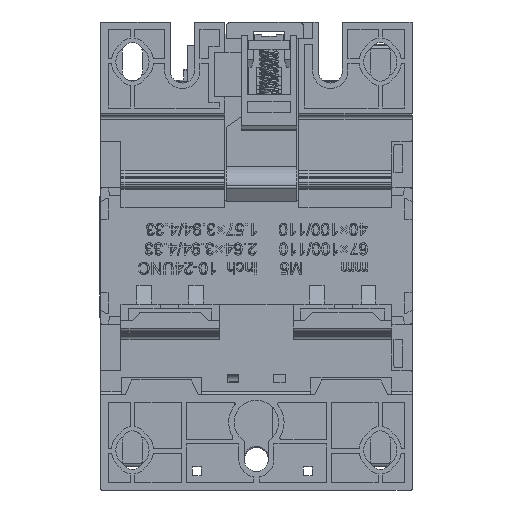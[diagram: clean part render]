
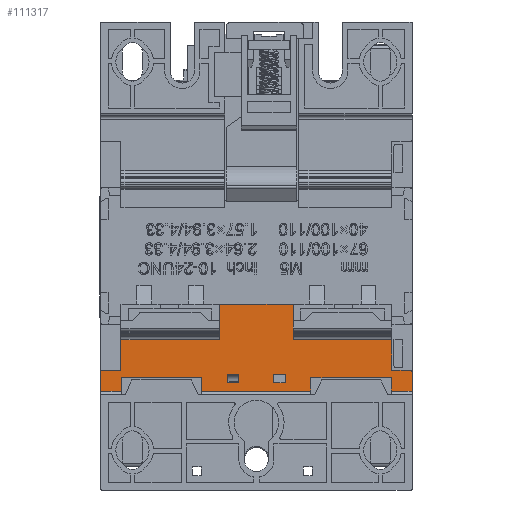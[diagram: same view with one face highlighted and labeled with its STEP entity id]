
A CAD part, front view. The second image highlights one B-rep face of the part: STEP entity #111317.
In plain terms, the highlighted planar face has unit normal (0, -1, 0).
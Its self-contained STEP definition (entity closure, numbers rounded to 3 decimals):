
#3033=DIRECTION('',(0.,0.,1.));
#3034=VECTOR('',#3033,5.1);
#3035=CARTESIAN_POINT('',(-42.1,-41.,-36.5));
#3036=LINE('',#3035,#3034);
#8677=DIRECTION('',(0.,0.,1.));
#8678=VECTOR('',#8677,5.1);
#8679=CARTESIAN_POINT('',(42.1,-41.,-36.5));
#8680=LINE('',#8679,#8678);
#15819=DIRECTION('',(-1.,0.,0.));
#15820=VECTOR('',#15819,5.6);
#15821=CARTESIAN_POINT('',(42.1,-41.,-36.5));
#15822=LINE('',#15821,#15820);
#15823=DIRECTION('',(0.,0.,1.));
#15824=VECTOR('',#15823,3.6);
#15825=CARTESIAN_POINT('',(36.5,-41.,-36.5));
#15826=LINE('',#15825,#15824);
#15827=DIRECTION('',(-1.,0.,0.));
#15828=VECTOR('',#15827,21.75);
#15829=CARTESIAN_POINT('',(36.5,-41.,-32.9));
#15830=LINE('',#15829,#15828);
#15831=DIRECTION('',(0.,0.,1.));
#15832=VECTOR('',#15831,3.6);
#15833=CARTESIAN_POINT('',(14.75,-41.,-36.5));
#15834=LINE('',#15833,#15832);
#15835=DIRECTION('',(-1.,0.,0.));
#15836=VECTOR('',#15835,29.5);
#15837=CARTESIAN_POINT('',(14.75,-41.,-36.5));
#15838=LINE('',#15837,#15836);
#15839=DIRECTION('',(0.,0.,1.));
#15840=VECTOR('',#15839,3.6);
#15841=CARTESIAN_POINT('',(-14.75,-41.,-36.5));
#15842=LINE('',#15841,#15840);
#15843=DIRECTION('',(-1.,0.,0.));
#15844=VECTOR('',#15843,21.75);
#15845=CARTESIAN_POINT('',(-14.75,-41.,-32.9));
#15846=LINE('',#15845,#15844);
#15847=DIRECTION('',(0.,0.,1.));
#15848=VECTOR('',#15847,3.6);
#15849=CARTESIAN_POINT('',(-36.5,-41.,-36.5));
#15850=LINE('',#15849,#15848);
#15851=DIRECTION('',(-1.,0.,0.));
#15852=VECTOR('',#15851,5.6);
#15853=CARTESIAN_POINT('',(-36.5,-41.,-36.5));
#15854=LINE('',#15853,#15852);
#15855=CARTESIAN_POINT('',(-41.6,-41.,-31.4));
#15856=DIRECTION('',(0.,-1.,0.));
#15857=DIRECTION('',(0.,0.,1.));
#15858=AXIS2_PLACEMENT_3D('',#15855,#15856,#15857);
#15860=DIRECTION('',(1.,0.,0.));
#15861=VECTOR('',#15860,26.6);
#15862=CARTESIAN_POINT('',(-36.6,-41.,-22.628));
#15863=LINE('',#15862,#15861);
#15864=DIRECTION('',(1.,0.,0.));
#15865=VECTOR('',#15864,26.6);
#15866=CARTESIAN_POINT('',(10.,-41.,-22.628));
#15867=LINE('',#15866,#15865);
#15868=CARTESIAN_POINT('',(41.6,-41.,-31.4));
#15869=DIRECTION('',(0.,-1.,0.));
#15870=DIRECTION('',(1.,0.,0.));
#15871=AXIS2_PLACEMENT_3D('',#15868,#15869,#15870);
#15873=DIRECTION('',(0.,0.,1.));
#15874=VECTOR('',#15873,2.3);
#15875=CARTESIAN_POINT('',(7.75,-41.,-34.3));
#15876=LINE('',#15875,#15874);
#15877=DIRECTION('',(-1.,0.,0.));
#15878=VECTOR('',#15877,3.);
#15879=CARTESIAN_POINT('',(7.75,-41.,-32.));
#15880=LINE('',#15879,#15878);
#15881=DIRECTION('',(0.,0.,-1.));
#15882=VECTOR('',#15881,2.3);
#15883=CARTESIAN_POINT('',(4.75,-41.,-32.));
#15884=LINE('',#15883,#15882);
#15885=DIRECTION('',(1.,0.,0.));
#15886=VECTOR('',#15885,3.);
#15887=CARTESIAN_POINT('',(4.75,-41.,-34.3));
#15888=LINE('',#15887,#15886);
#15889=DIRECTION('',(0.,0.,1.));
#15890=VECTOR('',#15889,2.3);
#15891=CARTESIAN_POINT('',(-4.75,-41.,-34.3));
#15892=LINE('',#15891,#15890);
#15893=DIRECTION('',(-1.,0.,0.));
#15894=VECTOR('',#15893,3.);
#15895=CARTESIAN_POINT('',(-4.75,-41.,-32.));
#15896=LINE('',#15895,#15894);
#15897=DIRECTION('',(0.,0.,-1.));
#15898=VECTOR('',#15897,2.3);
#15899=CARTESIAN_POINT('',(-7.75,-41.,-32.));
#15900=LINE('',#15899,#15898);
#15901=DIRECTION('',(1.,0.,0.));
#15902=VECTOR('',#15901,3.);
#15903=CARTESIAN_POINT('',(-7.75,-41.,-34.3));
#15904=LINE('',#15903,#15902);
#16252=DIRECTION('',(0.,0.,-1.));
#16253=VECTOR('',#16252,8.272);
#16254=CARTESIAN_POINT('',(-36.6,-41.,-22.628));
#16255=LINE('',#16254,#16253);
#42950=DIRECTION('',(-1.,0.,0.));
#42951=VECTOR('',#42950,5.);
#42952=CARTESIAN_POINT('',(41.6,-41.,-30.9));
#42953=LINE('',#42952,#42951);
#42967=DIRECTION('',(0.,0.,1.));
#42968=VECTOR('',#42967,8.272);
#42969=CARTESIAN_POINT('',(36.6,-41.,-30.9));
#42970=LINE('',#42969,#42968);
#43022=DIRECTION('',(0.,0.,1.));
#43023=VECTOR('',#43022,9.628);
#43024=CARTESIAN_POINT('',(10.,-41.,-22.628));
#43025=LINE('',#43024,#43023);
#43193=DIRECTION('',(-1.,0.,0.));
#43194=VECTOR('',#43193,20.);
#43195=CARTESIAN_POINT('',(10.,-41.,-13.));
#43196=LINE('',#43195,#43194);
#43218=DIRECTION('',(0.,0.,-1.));
#43219=VECTOR('',#43218,9.628);
#43220=CARTESIAN_POINT('',(-10.,-41.,-13.));
#43221=LINE('',#43220,#43219);
#55100=DIRECTION('',(-1.,0.,0.));
#55101=VECTOR('',#55100,5.);
#55102=CARTESIAN_POINT('',(-36.6,-41.,-30.9));
#55103=LINE('',#55102,#55101);
#74231=CARTESIAN_POINT('',(10.,-41.,-13.));
#74232=CARTESIAN_POINT('',(-10.,-41.,-13.));
#74233=VERTEX_POINT('',#74231);
#74234=VERTEX_POINT('',#74232);
#74315=CARTESIAN_POINT('',(36.5,-41.,-32.9));
#74316=CARTESIAN_POINT('',(14.75,-41.,-32.9));
#74317=VERTEX_POINT('',#74315);
#74318=VERTEX_POINT('',#74316);
#74319=CARTESIAN_POINT('',(-14.75,-41.,-32.9));
#74320=CARTESIAN_POINT('',(-36.5,-41.,-32.9));
#74321=VERTEX_POINT('',#74319);
#74322=VERTEX_POINT('',#74320);
#75167=CARTESIAN_POINT('',(-41.6,-41.,-30.9));
#75168=CARTESIAN_POINT('',(-42.1,-41.,-31.4));
#75169=VERTEX_POINT('',#75167);
#75170=VERTEX_POINT('',#75168);
#75171=CARTESIAN_POINT('',(42.1,-41.,-31.4));
#75172=CARTESIAN_POINT('',(41.6,-41.,-30.9));
#75173=VERTEX_POINT('',#75171);
#75174=VERTEX_POINT('',#75172);
#75179=CARTESIAN_POINT('',(36.6,-41.,-30.9));
#75180=VERTEX_POINT('',#75179);
#75183=CARTESIAN_POINT('',(-36.6,-41.,-30.9));
#75184=VERTEX_POINT('',#75183);
#75339=CARTESIAN_POINT('',(-36.6,-41.,-22.628));
#75340=CARTESIAN_POINT('',(-10.,-41.,-22.628));
#75341=VERTEX_POINT('',#75339);
#75342=VERTEX_POINT('',#75340);
#75355=CARTESIAN_POINT('',(10.,-41.,-22.628));
#75356=CARTESIAN_POINT('',(36.6,-41.,-22.628));
#75357=VERTEX_POINT('',#75355);
#75358=VERTEX_POINT('',#75356);
#79145=CARTESIAN_POINT('',(7.75,-41.,-34.3));
#79146=CARTESIAN_POINT('',(7.75,-41.,-32.));
#79147=VERTEX_POINT('',#79145);
#79148=VERTEX_POINT('',#79146);
#79149=CARTESIAN_POINT('',(4.75,-41.,-32.));
#79150=VERTEX_POINT('',#79149);
#79151=CARTESIAN_POINT('',(4.75,-41.,-34.3));
#79152=VERTEX_POINT('',#79151);
#79153=CARTESIAN_POINT('',(-4.75,-41.,-34.3));
#79154=CARTESIAN_POINT('',(-4.75,-41.,-32.));
#79155=VERTEX_POINT('',#79153);
#79156=VERTEX_POINT('',#79154);
#79157=CARTESIAN_POINT('',(-7.75,-41.,-32.));
#79158=VERTEX_POINT('',#79157);
#79159=CARTESIAN_POINT('',(-7.75,-41.,-34.3));
#79160=VERTEX_POINT('',#79159);
#79463=CARTESIAN_POINT('',(42.1,-41.,-36.5));
#79464=CARTESIAN_POINT('',(36.5,-41.,-36.5));
#79465=VERTEX_POINT('',#79463);
#79466=VERTEX_POINT('',#79464);
#79471=CARTESIAN_POINT('',(14.75,-41.,-36.5));
#79472=CARTESIAN_POINT('',(-14.75,-41.,-36.5));
#79473=VERTEX_POINT('',#79471);
#79474=VERTEX_POINT('',#79472);
#79479=CARTESIAN_POINT('',(-36.5,-41.,-36.5));
#79480=CARTESIAN_POINT('',(-42.1,-41.,-36.5));
#79481=VERTEX_POINT('',#79479);
#79482=VERTEX_POINT('',#79480);
#111249=CARTESIAN_POINT('',(0.,-41.,-63.25));
#111250=DIRECTION('',(0.,-1.,0.));
#111251=DIRECTION('',(0.,0.,1.));
#111252=AXIS2_PLACEMENT_3D('',#111249,#111250,#111251);
#111253=PLANE('',#111252);
#111254=ORIENTED_EDGE('',*,*,#111240,.T.);
#111256=ORIENTED_EDGE('',*,*,#111255,.T.);
#111258=ORIENTED_EDGE('',*,*,#111257,.T.);
#111260=ORIENTED_EDGE('',*,*,#111259,.F.);
#111262=ORIENTED_EDGE('',*,*,#111261,.T.);
#111264=ORIENTED_EDGE('',*,*,#111263,.T.);
#111266=ORIENTED_EDGE('',*,*,#111265,.T.);
#111268=ORIENTED_EDGE('',*,*,#111267,.F.);
#111270=ORIENTED_EDGE('',*,*,#111269,.T.);
#111271=ORIENTED_EDGE('',*,*,#95211,.T.);
#111273=ORIENTED_EDGE('',*,*,#111272,.F.);
#111275=ORIENTED_EDGE('',*,*,#111274,.F.);
#111277=ORIENTED_EDGE('',*,*,#111276,.F.);
#111279=ORIENTED_EDGE('',*,*,#111278,.T.);
#111281=ORIENTED_EDGE('',*,*,#111280,.F.);
#111283=ORIENTED_EDGE('',*,*,#111282,.F.);
#111285=ORIENTED_EDGE('',*,*,#111284,.F.);
#111287=ORIENTED_EDGE('',*,*,#111286,.T.);
#111289=ORIENTED_EDGE('',*,*,#111288,.F.);
#111291=ORIENTED_EDGE('',*,*,#111290,.F.);
#111293=ORIENTED_EDGE('',*,*,#111292,.F.);
#111294=ORIENTED_EDGE('',*,*,#102844,.F.);
#111295=EDGE_LOOP('',(#111254,#111256,#111258,#111260,#111262,#111264,#111266,
#111268,#111270,#111271,#111273,#111275,#111277,#111279,#111281,#111283,#111285,
#111287,#111289,#111291,#111293,#111294));
#111296=FACE_OUTER_BOUND('',#111295,.F.);
#111298=ORIENTED_EDGE('',*,*,#111297,.T.);
#111300=ORIENTED_EDGE('',*,*,#111299,.T.);
#111302=ORIENTED_EDGE('',*,*,#111301,.T.);
#111304=ORIENTED_EDGE('',*,*,#111303,.T.);
#111305=EDGE_LOOP('',(#111298,#111300,#111302,#111304));
#111306=FACE_BOUND('',#111305,.F.);
#111308=ORIENTED_EDGE('',*,*,#111307,.T.);
#111310=ORIENTED_EDGE('',*,*,#111309,.T.);
#111312=ORIENTED_EDGE('',*,*,#111311,.T.);
#111314=ORIENTED_EDGE('',*,*,#111313,.T.);
#111315=EDGE_LOOP('',(#111308,#111310,#111312,#111314));
#111316=FACE_BOUND('',#111315,.F.);
#111317=ADVANCED_FACE('',(#111296,#111306,#111316),#111253,.T.);
#15859=CIRCLE('',#15858,0.5);
#15872=CIRCLE('',#15871,0.5);
#95211=EDGE_CURVE('',#79482,#75170,#3036,.T.);
#102844=EDGE_CURVE('',#79465,#75173,#8680,.T.);
#111240=EDGE_CURVE('',#79465,#79466,#15822,.T.);
#111255=EDGE_CURVE('',#79466,#74317,#15826,.T.);
#111257=EDGE_CURVE('',#74317,#74318,#15830,.T.);
#111259=EDGE_CURVE('',#79473,#74318,#15834,.T.);
#111261=EDGE_CURVE('',#79473,#79474,#15838,.T.);
#111263=EDGE_CURVE('',#79474,#74321,#15842,.T.);
#111265=EDGE_CURVE('',#74321,#74322,#15846,.T.);
#111267=EDGE_CURVE('',#79481,#74322,#15850,.T.);
#111269=EDGE_CURVE('',#79481,#79482,#15854,.T.);
#111272=EDGE_CURVE('',#75169,#75170,#15859,.T.);
#111274=EDGE_CURVE('',#75184,#75169,#55103,.T.);
#111276=EDGE_CURVE('',#75341,#75184,#16255,.T.);
#111278=EDGE_CURVE('',#75341,#75342,#15863,.T.);
#111280=EDGE_CURVE('',#74234,#75342,#43221,.T.);
#111282=EDGE_CURVE('',#74233,#74234,#43196,.T.);
#111284=EDGE_CURVE('',#75357,#74233,#43025,.T.);
#111286=EDGE_CURVE('',#75357,#75358,#15867,.T.);
#111288=EDGE_CURVE('',#75180,#75358,#42970,.T.);
#111290=EDGE_CURVE('',#75174,#75180,#42953,.T.);
#111292=EDGE_CURVE('',#75173,#75174,#15872,.T.);
#111297=EDGE_CURVE('',#79147,#79148,#15876,.T.);
#111299=EDGE_CURVE('',#79148,#79150,#15880,.T.);
#111301=EDGE_CURVE('',#79150,#79152,#15884,.T.);
#111303=EDGE_CURVE('',#79152,#79147,#15888,.T.);
#111307=EDGE_CURVE('',#79155,#79156,#15892,.T.);
#111309=EDGE_CURVE('',#79156,#79158,#15896,.T.);
#111311=EDGE_CURVE('',#79158,#79160,#15900,.T.);
#111313=EDGE_CURVE('',#79160,#79155,#15904,.T.);
